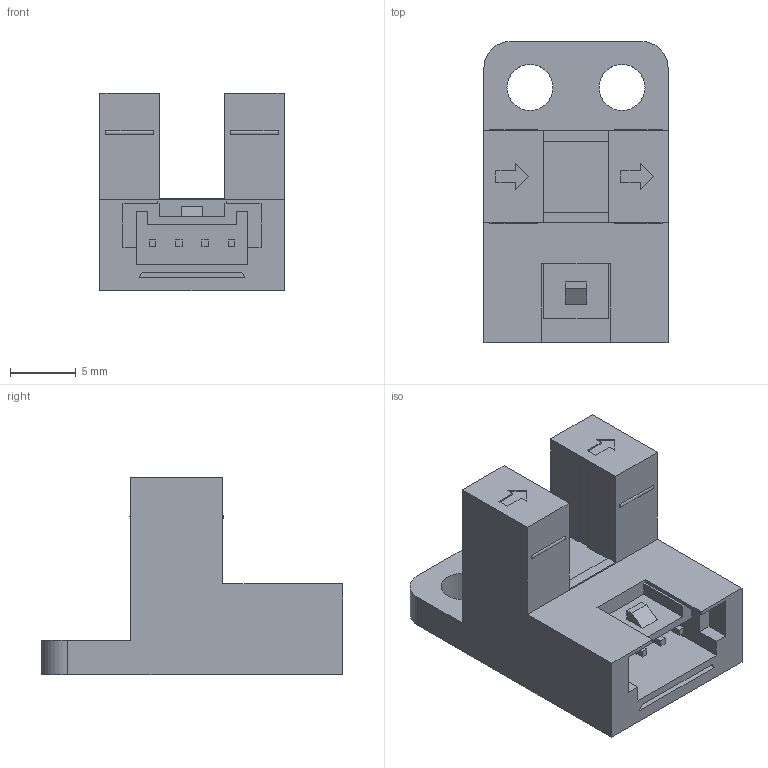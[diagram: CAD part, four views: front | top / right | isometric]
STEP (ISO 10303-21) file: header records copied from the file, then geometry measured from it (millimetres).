
FILE_DESCRIPTION((''),'2;1');
FILE_NAME('PU-65NY','2022-07-29T16:05:36',('Administrator'),(''),'CREO PARAMETRIC BY PTC INC, 2021023','CREO PARAMETRIC BY PTC INC, 2021023','');
FILE_SCHEMA(('AUTOMOTIVE_DESIGN { 1 0 10303 214 1 1 1 1 }'));
Length unit declared in the file: millimetre
Products named in the file (1): PU-65NY
Bounding box: 14 x 22.9 x 15 mm (x, y, z)
Volume: 2017.4 mm3; surface area: 1774.5 mm2
Topology: 1 solids, 1 shells, 114 faces, 298 edges, 198 vertices
Faces by surface type: plane 104, cylinder 10
Entity records: 4829 total; most frequent: CARTESIAN_POINT 612, ORIENTED_EDGE 596, DIRECTION 546, PRESENTATION_STYLE_ASSIGNMENT 346, STYLED_ITEM 299, CURVE_STYLE 298, EDGE_CURVE 298, VECTOR 278
